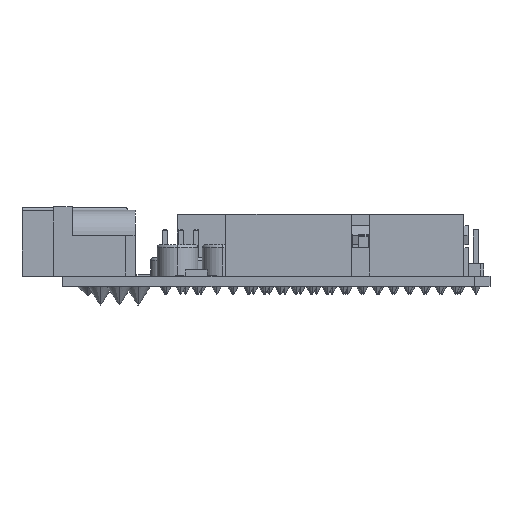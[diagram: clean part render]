
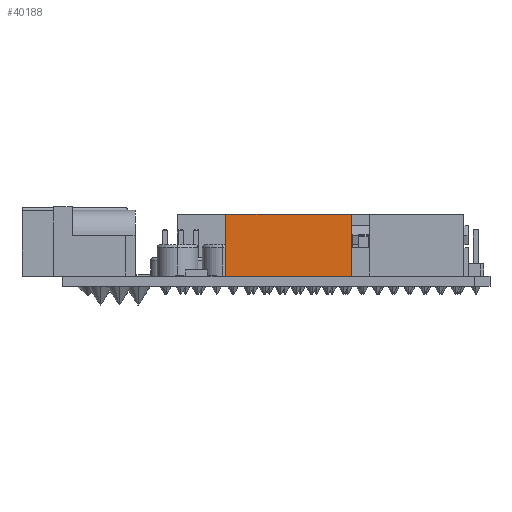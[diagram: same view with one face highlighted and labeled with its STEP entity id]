
A CAD part, top view. The second image highlights one B-rep face of the part: STEP entity #40188.
In plain terms, the highlighted planar face has unit normal (0, 0, 1).
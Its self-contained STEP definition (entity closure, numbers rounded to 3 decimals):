
#808 = DIRECTION ( 'NONE',  ( -1., 0., 0. ) ) ;
#1194 = CARTESIAN_POINT ( 'NONE',  ( 25.95, 11.44, -0.75 ) ) ;
#2083 = VERTEX_POINT ( 'NONE', #27319 ) ;
#3395 = ORIENTED_EDGE ( 'NONE', *, *, #41778, .T. ) ;
#4191 = ORIENTED_EDGE ( 'NONE', *, *, #45649, .T. ) ;
#4472 = VECTOR ( 'NONE', #10457, 1000. ) ;
#6145 = ORIENTED_EDGE ( 'NONE', *, *, #14430, .F. ) ;
#10457 = DIRECTION ( 'NONE',  ( 0., -1., 0. ) ) ;
#11674 = CARTESIAN_POINT ( 'NONE',  ( 25.95, 1.6, -0.75 ) ) ;
#13802 = DIRECTION ( 'NONE',  ( 0., -1., 0. ) ) ;
#14430 = EDGE_CURVE ( 'NONE', #2083, #27167, #39151, .T. ) ;
#14930 = CARTESIAN_POINT ( 'NONE',  ( 45.95, 11.44, -0.75 ) ) ;
#15530 = PLANE ( 'NONE',  #18701 ) ;
#17210 = CARTESIAN_POINT ( 'NONE',  ( 25.95, 1.6, -0.75 ) ) ;
#18701 = AXIS2_PLACEMENT_3D ( 'NONE', #34767, #19114, #808 ) ;
#19114 = DIRECTION ( 'NONE',  ( 0., 0., -1. ) ) ;
#20801 = EDGE_LOOP ( 'NONE', ( #3395, #6145, #25803, #4191 ) ) ;
#20919 = CARTESIAN_POINT ( 'NONE',  ( 45.95, 1.6, -0.75 ) ) ;
#22922 = LINE ( 'NONE', #11674, #41189 ) ;
#24899 = CARTESIAN_POINT ( 'NONE',  ( 25.95, 11.44, -0.75 ) ) ;
#25803 = ORIENTED_EDGE ( 'NONE', *, *, #45641, .F. ) ;
#27167 = VERTEX_POINT ( 'NONE', #20919 ) ;
#27319 = CARTESIAN_POINT ( 'NONE',  ( 45.95, 11.44, -0.75 ) ) ;
#28344 = VECTOR ( 'NONE', #13802, 1000. ) ;
#28511 = CARTESIAN_POINT ( 'NONE',  ( 25.95, 11.44, -0.75 ) ) ;
#29071 = VECTOR ( 'NONE', #39421, 1000. ) ;
#31695 = LINE ( 'NONE', #28511, #29071 ) ;
#32138 = LINE ( 'NONE', #24899, #4472 ) ;
#34767 = CARTESIAN_POINT ( 'NONE',  ( 25.95, 11.44, -0.75 ) ) ;
#37933 = DIRECTION ( 'NONE',  ( 1., 0., 0. ) ) ;
#39151 = LINE ( 'NONE', #14930, #28344 ) ;
#39421 = DIRECTION ( 'NONE',  ( 1., 0., 0. ) ) ;
#40188 = ADVANCED_FACE ( 'NONE', ( #41116 ), #15530, .F. ) ;
#41116 = FACE_OUTER_BOUND ( 'NONE', #20801, .T. ) ;
#41189 = VECTOR ( 'NONE', #37933, 1000. ) ;
#41778 = EDGE_CURVE ( 'NONE', #44676, #27167, #22922, .T. ) ;
#42785 = VERTEX_POINT ( 'NONE', #1194 ) ;
#44676 = VERTEX_POINT ( 'NONE', #17210 ) ;
#45641 = EDGE_CURVE ( 'NONE', #42785, #2083, #31695, .T. ) ;
#45649 = EDGE_CURVE ( 'NONE', #42785, #44676, #32138, .T. ) ;
